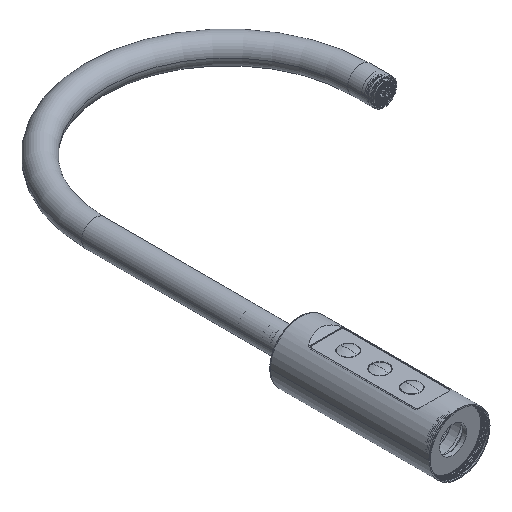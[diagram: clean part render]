
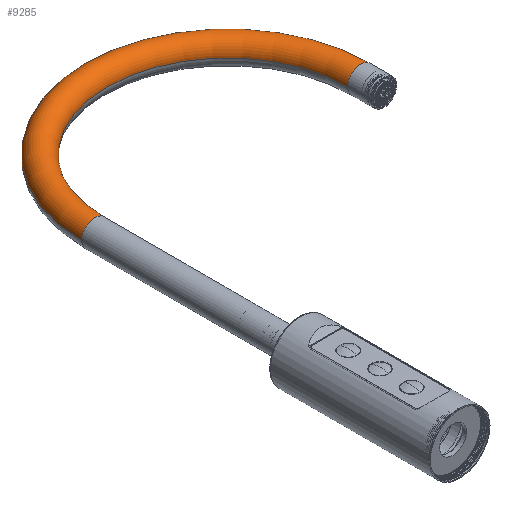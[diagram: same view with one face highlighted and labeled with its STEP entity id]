
A CAD part, isometric view. The second image highlights one B-rep face of the part: STEP entity #9285.
In plain terms, the highlighted toroidal (fillet/blend) face has major radius 92 mm and minor radius 9 mm.
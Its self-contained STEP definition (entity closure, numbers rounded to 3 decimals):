
#8820=CARTESIAN_POINT('',(92.,143.,0.));
#8821=DIRECTION('',(0.,0.,1.));
#8822=DIRECTION('',(1.,0.,0.));
#8823=AXIS2_PLACEMENT_3D('',#8820,#8821,#8822);
#8825=CARTESIAN_POINT('',(0.,143.,0.));
#8826=DIRECTION('',(0.,-1.,0.));
#8827=DIRECTION('',(1.,0.,0.));
#8828=AXIS2_PLACEMENT_3D('',#8825,#8826,#8827);
#8830=CARTESIAN_POINT('',(184.,143.,0.));
#8831=DIRECTION('',(0.,-1.,0.));
#8832=DIRECTION('',(1.,0.,0.));
#8833=AXIS2_PLACEMENT_3D('',#8830,#8831,#8832);
#8835=CARTESIAN_POINT('',(92.,143.,0.));
#8836=DIRECTION('',(0.,0.,1.));
#8837=DIRECTION('',(1.,0.,0.));
#8838=AXIS2_PLACEMENT_3D('',#8835,#8836,#8837);
#9136=CARTESIAN_POINT('',(-9.,143.,0.));
#9137=VERTEX_POINT('',#9136);
#9138=CARTESIAN_POINT('',(9.,143.,0.));
#9139=VERTEX_POINT('',#9138);
#9140=CARTESIAN_POINT('',(175.,143.,0.));
#9141=VERTEX_POINT('',#9140);
#9142=CARTESIAN_POINT('',(193.,143.,0.));
#9143=VERTEX_POINT('',#9142);
#9273=CARTESIAN_POINT('',(92.,143.,0.));
#9274=DIRECTION('',(0.,0.,-1.));
#9275=DIRECTION('',(1.,0.,0.));
#9276=AXIS2_PLACEMENT_3D('',#9273,#9274,#9275);
#9277=TOROIDAL_SURFACE('',#9276,92.,9.);
#9278=ORIENTED_EDGE('',*,*,#9238,.T.);
#9279=ORIENTED_EDGE('',*,*,#9268,.F.);
#9281=ORIENTED_EDGE('',*,*,#9280,.T.);
#9282=ORIENTED_EDGE('',*,*,#9264,.T.);
#9283=EDGE_LOOP('',(#9278,#9279,#9281,#9282));
#9284=FACE_OUTER_BOUND('',#9283,.F.);
#9285=ADVANCED_FACE('',(#9284),#9277,.T.);
#8824=CIRCLE('',#8823,101.);
#8829=CIRCLE('',#8828,9.);
#8834=CIRCLE('',#8833,9.);
#8839=CIRCLE('',#8838,83.);
#9238=EDGE_CURVE('',#9139,#9137,#8829,.T.);
#9264=EDGE_CURVE('',#9141,#9139,#8839,.T.);
#9268=EDGE_CURVE('',#9143,#9137,#8824,.T.);
#9280=EDGE_CURVE('',#9143,#9141,#8834,.T.);
